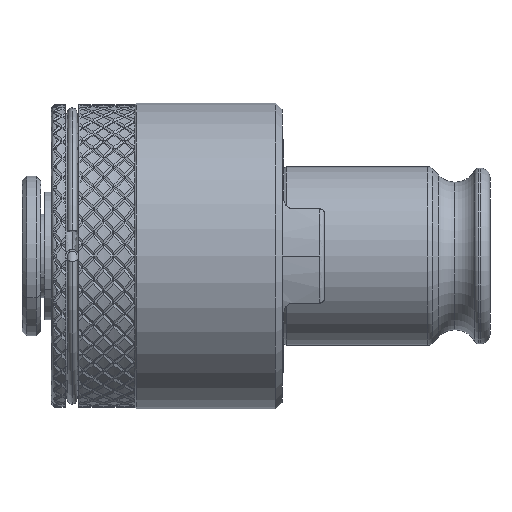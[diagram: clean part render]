
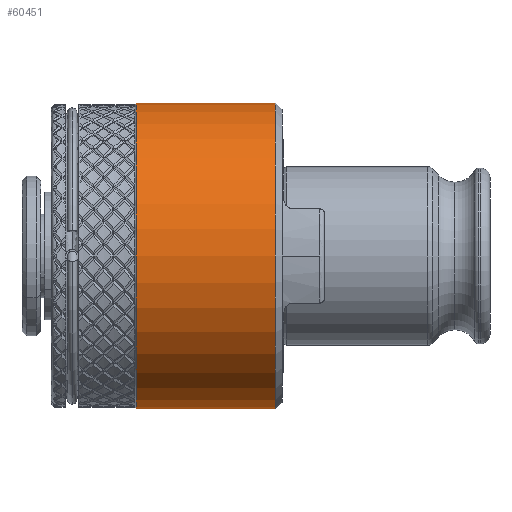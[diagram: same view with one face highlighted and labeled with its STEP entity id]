
A CAD part, front view. The second image highlights one B-rep face of the part: STEP entity #60451.
In plain terms, the highlighted cylindrical face has radius 16.25 mm (diameter 32.5 mm), a partial arc.
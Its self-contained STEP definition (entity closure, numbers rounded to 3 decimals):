
#3031 = ORIENTED_EDGE ( 'NONE', *, *, #26340, .F. ) ;
#3947 = VERTEX_POINT ( 'NONE', #37119 ) ;
#5353 = AXIS2_PLACEMENT_3D ( 'NONE', #50685, #17885, #56195 ) ;
#7843 = VERTEX_POINT ( 'NONE', #11971 ) ;
#11971 = CARTESIAN_POINT ( 'NONE',  ( -9.84, 0., -16.25 ) ) ;
#14163 = DIRECTION ( 'NONE',  ( -1., 0., 0. ) ) ;
#14324 = CARTESIAN_POINT ( 'NONE',  ( -9.84, 0., 16.25 ) ) ;
#14835 = FACE_OUTER_BOUND ( 'NONE', #15976, .T. ) ;
#15660 = AXIS2_PLACEMENT_3D ( 'NONE', #46940, #14163, #52440 ) ;
#15976 = EDGE_LOOP ( 'NONE', ( #69439, #42071, #50179, #3031 ) ) ;
#17885 = DIRECTION ( 'NONE',  ( -1., 0., 0. ) ) ;
#23319 = EDGE_CURVE ( 'NONE', #3947, #32165, #36344, .T. ) ;
#26034 = CYLINDRICAL_SURFACE ( 'NONE', #51860, 16.25 ) ;
#26340 = EDGE_CURVE ( 'NONE', #7843, #36529, #31969, .T. ) ;
#30073 = DIRECTION ( 'NONE',  ( -1., 0., 0. ) ) ;
#31969 = CIRCLE ( 'NONE', #15660, 16.25 ) ;
#32165 = VERTEX_POINT ( 'NONE', #45878 ) ;
#33847 = VECTOR ( 'NONE', #69615, 1000. ) ;
#36344 = CIRCLE ( 'NONE', #5353, 16.25 ) ;
#36529 = VERTEX_POINT ( 'NONE', #14324 ) ;
#37119 = CARTESIAN_POINT ( 'NONE',  ( 4.96, 0., -16.25 ) ) ;
#38183 = EDGE_CURVE ( 'NONE', #3947, #7843, #59610, .T. ) ;
#39670 = EDGE_CURVE ( 'NONE', #32165, #36529, #48331, .T. ) ;
#42071 = ORIENTED_EDGE ( 'NONE', *, *, #23319, .T. ) ;
#45878 = CARTESIAN_POINT ( 'NONE',  ( 4.96, 0., 16.25 ) ) ;
#46940 = CARTESIAN_POINT ( 'NONE',  ( -9.84, 0., 0. ) ) ;
#46953 = CARTESIAN_POINT ( 'NONE',  ( 5.66, 0., -16.25 ) ) ;
#47532 = CARTESIAN_POINT ( 'NONE',  ( 5.66, 0., 16.25 ) ) ;
#48331 = LINE ( 'NONE', #47532, #33847 ) ;
#50179 = ORIENTED_EDGE ( 'NONE', *, *, #39670, .T. ) ;
#50685 = CARTESIAN_POINT ( 'NONE',  ( 4.96, 0., 0. ) ) ;
#51860 = AXIS2_PLACEMENT_3D ( 'NONE', #57289, #30073, #62828 ) ;
#52440 = DIRECTION ( 'NONE',  ( 0., 0., 1. ) ) ;
#52452 = DIRECTION ( 'NONE',  ( -1., 0., 0. ) ) ;
#56195 = DIRECTION ( 'NONE',  ( 0., 0., 1. ) ) ;
#57289 = CARTESIAN_POINT ( 'NONE',  ( 5.66, 0., 0. ) ) ;
#57930 = VECTOR ( 'NONE', #52452, 1000. ) ;
#59610 = LINE ( 'NONE', #46953, #57930 ) ;
#60451 = ADVANCED_FACE ( 'NONE', ( #14835 ), #26034, .T. ) ;
#62828 = DIRECTION ( 'NONE',  ( 0., 0., 1. ) ) ;
#69439 = ORIENTED_EDGE ( 'NONE', *, *, #38183, .F. ) ;
#69615 = DIRECTION ( 'NONE',  ( -1., 0., 0. ) ) ;
